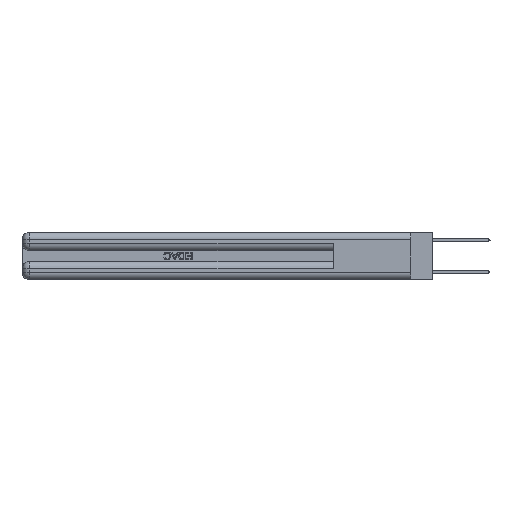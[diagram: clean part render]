
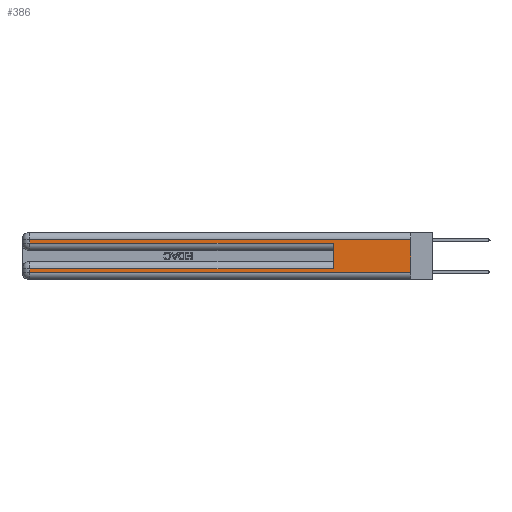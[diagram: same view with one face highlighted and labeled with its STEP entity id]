
A CAD part, left-side view. The second image highlights one B-rep face of the part: STEP entity #386.
In plain terms, the highlighted planar face has unit normal (-1, 0, 0).
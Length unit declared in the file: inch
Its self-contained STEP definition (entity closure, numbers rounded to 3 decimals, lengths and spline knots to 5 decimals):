
#83 = VERTEX_POINT ( 'NONE', #4368 ) ;
#183 = ORIENTED_EDGE ( 'NONE', *, *, #30440, .T. ) ;
#286 = CARTESIAN_POINT ( 'NONE',  ( 0., 2.94, 0.31 ) ) ;
#386 = ADVANCED_FACE ( 'NONE', ( #17846 ), #29293, .F. ) ;
#1824 = CARTESIAN_POINT ( 'NONE',  ( 0., 0., 0.37 ) ) ;
#3277 = DIRECTION ( 'NONE',  ( 1., 0., 0. ) ) ;
#3675 = VECTOR ( 'NONE', #17537, 39.37008 ) ;
#3929 = VERTEX_POINT ( 'NONE', #26148 ) ;
#4368 = CARTESIAN_POINT ( 'NONE',  ( 0., 2.94, 0.085 ) ) ;
#4421 = CARTESIAN_POINT ( 'NONE',  ( 0., 2.94, 0.285 ) ) ;
#4442 = EDGE_CURVE ( 'NONE', #3929, #83, #18841, .T. ) ;
#4493 = DIRECTION ( 'NONE',  ( 0., 0., -1. ) ) ;
#4503 = CARTESIAN_POINT ( 'NONE',  ( 0., 2.94, 0.37 ) ) ;
#4692 = DIRECTION ( 'NONE',  ( 0., 0., -1. ) ) ;
#4842 = EDGE_LOOP ( 'NONE', ( #27141, #183, #21031, #15664, #9654, #11260, #18155, #26743 ) ) ;
#7562 = EDGE_CURVE ( 'NONE', #3929, #15470, #23471, .T. ) ;
#7677 = DIRECTION ( 'NONE',  ( 0., 1., 0. ) ) ;
#9474 = LINE ( 'NONE', #26839, #15502 ) ;
#9654 = ORIENTED_EDGE ( 'NONE', *, *, #7562, .F. ) ;
#9801 = CARTESIAN_POINT ( 'NONE',  ( 0., 2.94, 0.06 ) ) ;
#10440 = VERTEX_POINT ( 'NONE', #4421 ) ;
#10692 = DIRECTION ( 'NONE',  ( 0., 0., 1. ) ) ;
#11028 = EDGE_CURVE ( 'NONE', #83, #28038, #31416, .T. ) ;
#11260 = ORIENTED_EDGE ( 'NONE', *, *, #4442, .T. ) ;
#11478 = VERTEX_POINT ( 'NONE', #15535 ) ;
#12282 = VECTOR ( 'NONE', #4493, 39.37008 ) ;
#13805 = DIRECTION ( 'NONE',  ( 0., 1., 0. ) ) ;
#14305 = VECTOR ( 'NONE', #29778, 39.37008 ) ;
#15470 = VERTEX_POINT ( 'NONE', #28619 ) ;
#15502 = VECTOR ( 'NONE', #13805, 39.37008 ) ;
#15535 = CARTESIAN_POINT ( 'NONE',  ( 0., 0., 0.06 ) ) ;
#15551 = VERTEX_POINT ( 'NONE', #286 ) ;
#15664 = ORIENTED_EDGE ( 'NONE', *, *, #28892, .T. ) ;
#17537 = DIRECTION ( 'NONE',  ( 0., 0., -1. ) ) ;
#17622 = CARTESIAN_POINT ( 'NONE',  ( 0., 2.94, 0.37 ) ) ;
#17812 = VERTEX_POINT ( 'NONE', #30100 ) ;
#17846 = FACE_OUTER_BOUND ( 'NONE', #4842, .T. ) ;
#17979 = EDGE_CURVE ( 'NONE', #15551, #10440, #18683, .T. ) ;
#18155 = ORIENTED_EDGE ( 'NONE', *, *, #11028, .T. ) ;
#18683 = LINE ( 'NONE', #17622, #24017 ) ;
#18841 = LINE ( 'NONE', #20654, #32758 ) ;
#18874 = CARTESIAN_POINT ( 'NONE',  ( 0., 0., 0.37 ) ) ;
#20060 = LINE ( 'NONE', #1824, #12282 ) ;
#20576 = LINE ( 'NONE', #20915, #33617 ) ;
#20654 = CARTESIAN_POINT ( 'NONE',  ( 0., 0., 0.085 ) ) ;
#20915 = CARTESIAN_POINT ( 'NONE',  ( 0., 0., 0.285 ) ) ;
#21031 = ORIENTED_EDGE ( 'NONE', *, *, #17979, .T. ) ;
#21297 = LINE ( 'NONE', #27139, #14305 ) ;
#21496 = EDGE_CURVE ( 'NONE', #28038, #11478, #21297, .T. ) ;
#21517 = DIRECTION ( 'NONE',  ( 0., 0., -1. ) ) ;
#22059 = AXIS2_PLACEMENT_3D ( 'NONE', #18874, #3277, #21517 ) ;
#22651 = VECTOR ( 'NONE', #10692, 39.37008 ) ;
#23471 = LINE ( 'NONE', #28921, #22651 ) ;
#23528 = DIRECTION ( 'NONE',  ( 0., -1., 0. ) ) ;
#24017 = VECTOR ( 'NONE', #4692, 39.37008 ) ;
#26148 = CARTESIAN_POINT ( 'NONE',  ( 0., 0.6, 0.085 ) ) ;
#26743 = ORIENTED_EDGE ( 'NONE', *, *, #21496, .T. ) ;
#26839 = CARTESIAN_POINT ( 'NONE',  ( 0., 0., 0.31 ) ) ;
#27139 = CARTESIAN_POINT ( 'NONE',  ( 0., 0., 0.06 ) ) ;
#27141 = ORIENTED_EDGE ( 'NONE', *, *, #31316, .F. ) ;
#28038 = VERTEX_POINT ( 'NONE', #9801 ) ;
#28619 = CARTESIAN_POINT ( 'NONE',  ( 0., 0.6, 0.285 ) ) ;
#28892 = EDGE_CURVE ( 'NONE', #10440, #15470, #20576, .T. ) ;
#28921 = CARTESIAN_POINT ( 'NONE',  ( 0., 0.6, 0.145 ) ) ;
#29293 = PLANE ( 'NONE',  #22059 ) ;
#29778 = DIRECTION ( 'NONE',  ( 0., -1., 0. ) ) ;
#30100 = CARTESIAN_POINT ( 'NONE',  ( 0., 0., 0.31 ) ) ;
#30440 = EDGE_CURVE ( 'NONE', #17812, #15551, #9474, .T. ) ;
#31316 = EDGE_CURVE ( 'NONE', #17812, #11478, #20060, .T. ) ;
#31416 = LINE ( 'NONE', #4503, #3675 ) ;
#32758 = VECTOR ( 'NONE', #7677, 39.37008 ) ;
#33617 = VECTOR ( 'NONE', #23528, 39.37008 ) ;
